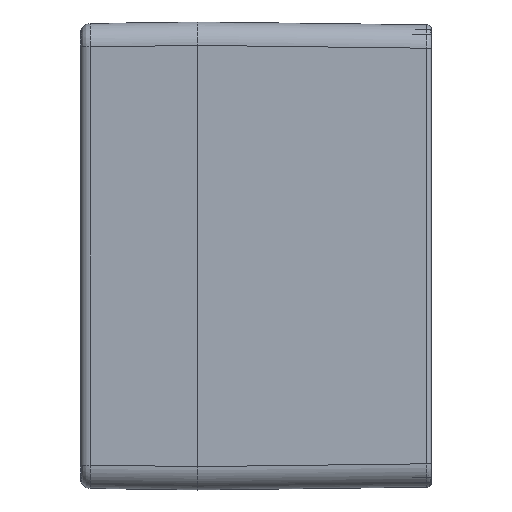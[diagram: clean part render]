
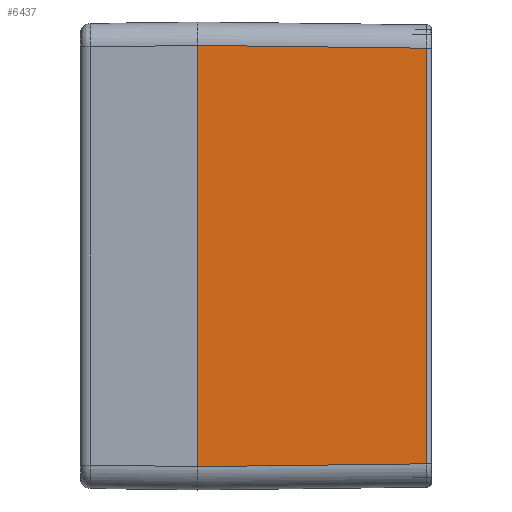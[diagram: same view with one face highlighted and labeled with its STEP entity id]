
A CAD part, left-side view. The second image highlights one B-rep face of the part: STEP entity #6437.
In plain terms, the highlighted planar face has unit normal (-1, -0.012, 0).
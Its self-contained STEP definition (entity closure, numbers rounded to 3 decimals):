
#836=CARTESIAN_POINT('',(-100.,60.,-54.));
#884=CARTESIAN_POINT('',(-100.,60.,54.));
#895=DIRECTION('',(0.,0.,-1.));
#896=VECTOR('',#895,108.001);
#897=CARTESIAN_POINT('',(-100.,60.,54.));
#898=LINE('',#897,#896);
#1184=DIRECTION('',(0.,0.,-1.));
#1185=VECTOR('',#1184,106.563);
#1186=CARTESIAN_POINT('',(-99.281,1.185,53.282));
#1187=LINE('',#1186,#1185);
#1191=DIRECTION('',(0.012,-1.,0.012));
#1192=VECTOR('',#1191,58.823);
#1193=CARTESIAN_POINT('',(-100.,60.,-54.));
#1194=LINE('',#1193,#1192);
#1198=DIRECTION('',(0.012,-1.,-0.012));
#1199=VECTOR('',#1198,58.823);
#1200=CARTESIAN_POINT('',(-100.,60.,54.));
#1201=LINE('',#1200,#1199);
#1541=CARTESIAN_POINT('',(-99.281,1.185,
-53.282));
#5189=VERTEX_POINT('',#836);
#5194=VERTEX_POINT('',#884);
#5704=VERTEX_POINT('',#1541);
#5709=CARTESIAN_POINT('',(-99.281,1.185,53.282));
#5710=VERTEX_POINT('',#5709);
#6424=CARTESIAN_POINT('',(-100.,60.,-64.079));
#6425=DIRECTION('',(-1.,-0.012,0.));
#6426=DIRECTION('',(0.,0.,-1.));
#6427=AXIS2_PLACEMENT_3D('',#6424,#6425,#6426);
#6428=PLANE('',#6427);
#6430=ORIENTED_EDGE('',*,*,#6429,.T.);
#6432=ORIENTED_EDGE('',*,*,#6431,.F.);
#6433=ORIENTED_EDGE('',*,*,#5942,.F.);
#6434=ORIENTED_EDGE('',*,*,#6417,.T.);
#6435=EDGE_LOOP('',(#6430,#6432,#6433,#6434));
#6436=FACE_OUTER_BOUND('',#6435,.F.);
#6437=ADVANCED_FACE('',(#6436),#6428,.T.);
#5942=EDGE_CURVE('',#5194,#5189,#898,.T.);
#6417=EDGE_CURVE('',#5194,#5710,#1201,.T.);
#6429=EDGE_CURVE('',#5710,#5704,#1187,.T.);
#6431=EDGE_CURVE('',#5189,#5704,#1194,.T.);
